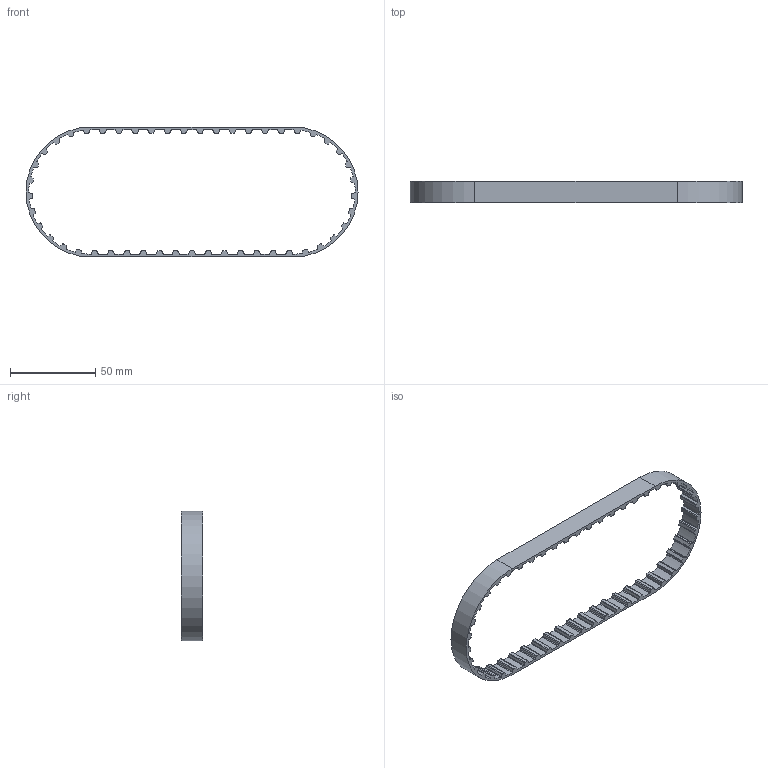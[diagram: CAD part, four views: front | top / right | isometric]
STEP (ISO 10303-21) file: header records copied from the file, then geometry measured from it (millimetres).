
FILE_DESCRIPTION (( 'STEP AP214' ), '1' );
FILE_NAME ('187L050NG.step', '2015-04-08T22:53:45', ( '' ), ( '' ), 'SwSTEP 2.0', 'SolidWorks 2014', '' );
FILE_SCHEMA (( 'AUTOMOTIVE_DESIGN' ));
Length unit declared in the file: inch
Products named in the file (1): 187L050NG
Bounding box: 194.63 x 12.7 x 76.2 mm (x, y, z)
Volume: 13799.8 mm3; surface area: 15566.3 mm2
Topology: 1 solids, 1 shells, 417 faces, 1245 edges, 830 vertices
Faces by surface type: cylinder 241, plane 176
Entity records: 14245 total; most frequent: DIRECTION 2563, CARTESIAN_POINT 2493, ORIENTED_EDGE 2490, EDGE_CURVE 1245, AXIS2_PLACEMENT_3D 900, VERTEX_POINT 830, VECTOR 763, LINE 763
